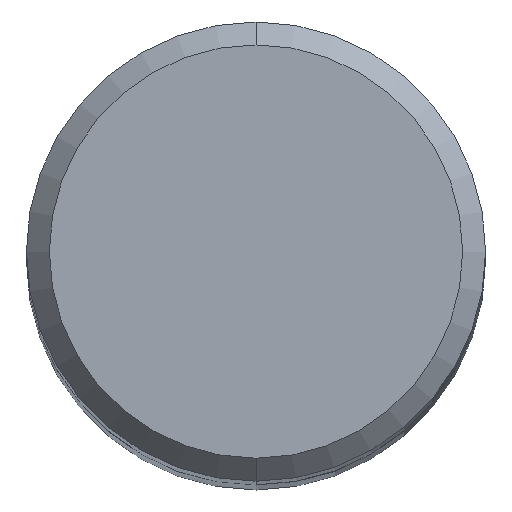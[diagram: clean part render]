
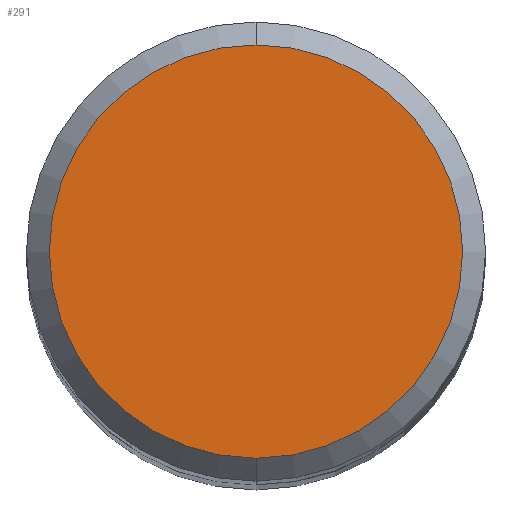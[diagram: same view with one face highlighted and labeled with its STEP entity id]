
A CAD part, top view. The second image highlights one B-rep face of the part: STEP entity #291.
In plain terms, the highlighted planar face has unit normal (0, 0, 1).
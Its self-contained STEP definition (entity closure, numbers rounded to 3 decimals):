
#189=EDGE_CURVE('',#295,#199,#401,.T.);
#199=VERTEX_POINT('',#411);
#213=EDGE_CURVE('',#199,#295,#427,.T.);
#291=ADVANCED_FACE('',(#517),#518,.T.);
#295=VERTEX_POINT('',#522);
#401=CIRCLE('',#638,4.5);
#411=CARTESIAN_POINT('',(0.,-4.5,0.0));
#427=CIRCLE('',#672,4.5);
#517=FACE_OUTER_BOUND('',#789,.T.);
#518=PLANE('',#790);
#522=CARTESIAN_POINT('',(0.0,4.5,0.0));
#638=AXIS2_PLACEMENT_3D('',#916,#917,#918);
#672=AXIS2_PLACEMENT_3D('',#944,#945,#946);
#789=EDGE_LOOP('',(#1060,#1061));
#790=AXIS2_PLACEMENT_3D('',#1062,#1063,#1064);
#916=CARTESIAN_POINT('',(0.0,0.0,0.0));
#917=DIRECTION('',(0.0,0.0,-1.0));
#918=DIRECTION('',(0.0,1.0,0.0));
#944=CARTESIAN_POINT('',(0.0,0.0,0.0));
#945=DIRECTION('',(0.0,0.0,-1.0));
#946=DIRECTION('',(0.0,1.0,0.0));
#1060=ORIENTED_EDGE('',*,*,#189,.F.);
#1061=ORIENTED_EDGE('',*,*,#213,.F.);
#1062=CARTESIAN_POINT('',(0.0,2.25,0.0));
#1063=DIRECTION('',(-0.0,0.0,1.0));
#1064=DIRECTION('',(0.0,-1.0,0.0));
